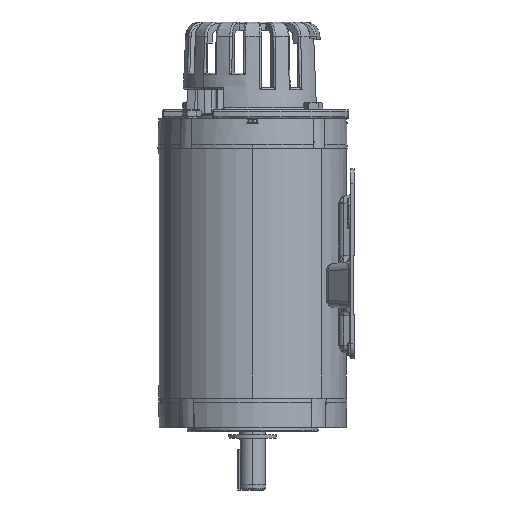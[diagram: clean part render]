
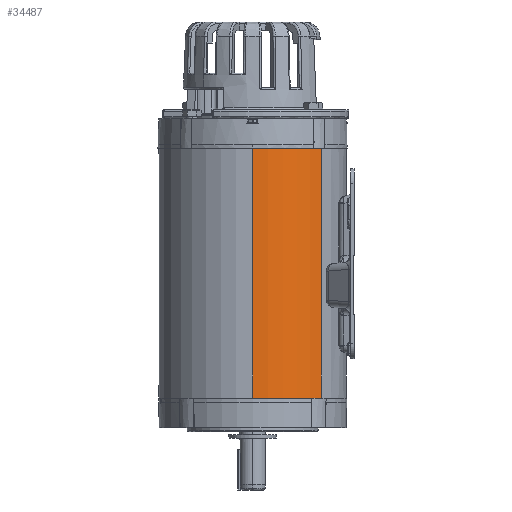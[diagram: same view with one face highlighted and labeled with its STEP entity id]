
A CAD part, left-side view. The second image highlights one B-rep face of the part: STEP entity #34487.
In plain terms, the highlighted cylindrical face has radius 81.702 mm (diameter 163.403 mm), a partial arc.
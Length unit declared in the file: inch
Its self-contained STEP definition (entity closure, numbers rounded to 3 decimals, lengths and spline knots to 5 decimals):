
#2006 = DIRECTION ( 'NONE',  ( -1., 0., 0. ) ) ;
#7457 = CARTESIAN_POINT ( 'NONE',  ( -2.19446, -2.35177, 3.14945 ) ) ;
#7600 = CARTESIAN_POINT ( 'NONE',  ( -3.2166, 0., 3.14945 ) ) ;
#9222 = VERTEX_POINT ( 'NONE', #113916 ) ;
#13868 = DIRECTION ( 'NONE',  ( 0., 0., 1. ) ) ;
#19642 = CARTESIAN_POINT ( 'NONE',  ( -2.19446, -2.35177, 11.70945 ) ) ;
#21382 = ORIENTED_EDGE ( 'NONE', *, *, #134629, .T. ) ;
#24605 = EDGE_CURVE ( 'NONE', #9222, #128441, #83528, .T. ) ;
#27026 = CARTESIAN_POINT ( 'NONE',  ( -3.2166, 0., 33.43678 ) ) ;
#27167 = CARTESIAN_POINT ( 'NONE',  ( 0., 0., 3.14945 ) ) ;
#34487 = ADVANCED_FACE ( 'NONE', ( #88410 ), #54616, .T. ) ;
#37162 = ORIENTED_EDGE ( 'NONE', *, *, #24605, .T. ) ;
#40873 = AXIS2_PLACEMENT_3D ( 'NONE', #79049, #156190, #2006 ) ;
#46630 = AXIS2_PLACEMENT_3D ( 'NONE', #139377, #164373, #74471 ) ;
#47507 = EDGE_LOOP ( 'NONE', ( #21382, #37162, #164141, #146797 ) ) ;
#54616 = CYLINDRICAL_SURFACE ( 'NONE', #40873, 3.2166 ) ;
#68386 = VERTEX_POINT ( 'NONE', #7457 ) ;
#70858 = AXIS2_PLACEMENT_3D ( 'NONE', #27167, #13868, #76037 ) ;
#74471 = DIRECTION ( 'NONE',  ( -1., 0., 0. ) ) ;
#76037 = DIRECTION ( 'NONE',  ( -1., 0., 0. ) ) ;
#79049 = CARTESIAN_POINT ( 'NONE',  ( 0., 0., 33.43678 ) ) ;
#83528 = LINE ( 'NONE', #27026, #99453 ) ;
#86250 = DIRECTION ( 'NONE',  ( 0., 0., 1. ) ) ;
#88410 = FACE_OUTER_BOUND ( 'NONE', #47507, .T. ) ;
#99453 = VECTOR ( 'NONE', #141839, 39.37008 ) ;
#104736 = VECTOR ( 'NONE', #86250, 39.37008 ) ;
#113916 = CARTESIAN_POINT ( 'NONE',  ( -3.2166, 0., 11.70945 ) ) ;
#113921 = CIRCLE ( 'NONE', #70858, 3.2166 ) ;
#116884 = CIRCLE ( 'NONE', #46630, 3.2166 ) ;
#128441 = VERTEX_POINT ( 'NONE', #7600 ) ;
#134629 = EDGE_CURVE ( 'NONE', #135870, #9222, #116884, .T. ) ;
#135870 = VERTEX_POINT ( 'NONE', #19642 ) ;
#137333 = CARTESIAN_POINT ( 'NONE',  ( -2.19446, -2.35177, 33.43678 ) ) ;
#139377 = CARTESIAN_POINT ( 'NONE',  ( 0., 0., 11.70945 ) ) ;
#141839 = DIRECTION ( 'NONE',  ( 0., 0., -1. ) ) ;
#146797 = ORIENTED_EDGE ( 'NONE', *, *, #158467, .T. ) ;
#148320 = LINE ( 'NONE', #137333, #104736 ) ;
#156190 = DIRECTION ( 'NONE',  ( 0., 0., -1. ) ) ;
#158467 = EDGE_CURVE ( 'NONE', #68386, #135870, #148320, .T. ) ;
#164141 = ORIENTED_EDGE ( 'NONE', *, *, #164378, .T. ) ;
#164373 = DIRECTION ( 'NONE',  ( 0., 0., -1. ) ) ;
#164378 = EDGE_CURVE ( 'NONE', #128441, #68386, #113921, .T. ) ;
